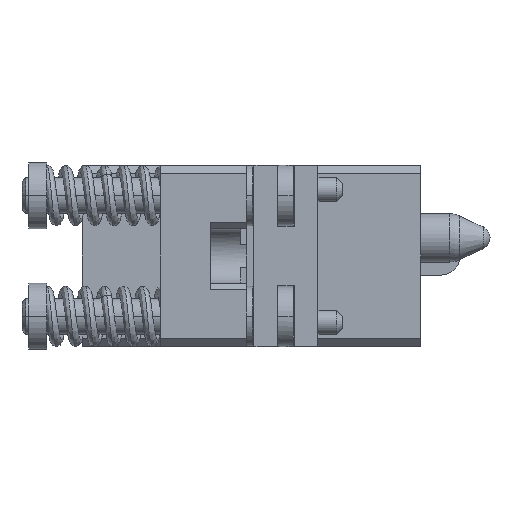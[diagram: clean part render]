
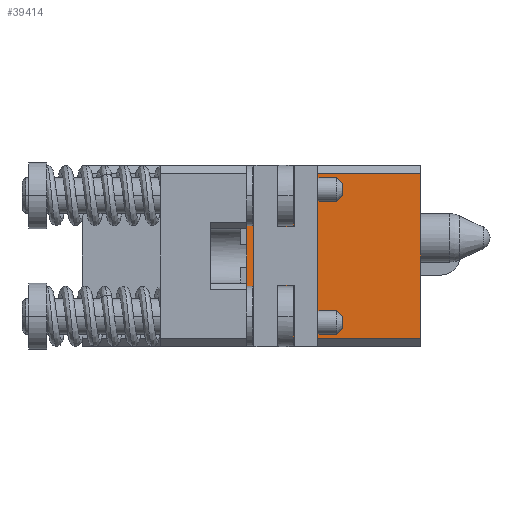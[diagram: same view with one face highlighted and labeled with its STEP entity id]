
A CAD part, left-side view. The second image highlights one B-rep face of the part: STEP entity #39414.
In plain terms, the highlighted planar face has unit normal (-1, 0, 0).
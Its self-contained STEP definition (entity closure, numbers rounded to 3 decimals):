
#135=DIRECTION('',(0.,0.,1.));
#136=VECTOR('',#135,13.63);
#137=CARTESIAN_POINT('',(-22.249,-14.014,-6.815));
#138=LINE('',#137,#136);
#11203=DIRECTION('',(0.,1.,0.));
#11204=VECTOR('',#11203,14.4);
#11205=CARTESIAN_POINT('',(-22.249,-14.014,6.815));
#11206=LINE('',#11205,#11204);
#11211=DIRECTION('',(0.,0.,1.));
#11212=VECTOR('',#11211,13.63);
#11213=CARTESIAN_POINT('',(-22.249,0.386,-6.815));
#11214=LINE('',#11213,#11212);
#11215=DIRECTION('',(0.,1.,0.));
#11216=VECTOR('',#11215,14.4);
#11217=CARTESIAN_POINT('',(-22.249,-14.014,-6.815));
#11218=LINE('',#11217,#11216);
#21983=CARTESIAN_POINT('',(-22.249,-14.014,-6.815));
#21984=CARTESIAN_POINT('',(-22.249,0.386,-6.815));
#21985=VERTEX_POINT('',#21983);
#21986=VERTEX_POINT('',#21984);
#22003=CARTESIAN_POINT('',(-22.249,-14.014,6.815));
#22004=CARTESIAN_POINT('',(-22.249,0.386,6.815));
#22005=VERTEX_POINT('',#22003);
#22006=VERTEX_POINT('',#22004);
#39402=CARTESIAN_POINT('',(-22.249,-13.99,-7.505));
#39403=DIRECTION('',(-1.,0.,0.));
#39404=DIRECTION('',(0.,0.,1.));
#39405=AXIS2_PLACEMENT_3D('',#39402,#39403,#39404);
#39406=PLANE('',#39405);
#39407=ORIENTED_EDGE('',*,*,#39309,.T.);
#39408=ORIENTED_EDGE('',*,*,#39396,.F.);
#39409=ORIENTED_EDGE('',*,*,#26330,.F.);
#39411=ORIENTED_EDGE('',*,*,#39410,.T.);
#39412=EDGE_LOOP('',(#39407,#39408,#39409,#39411));
#39413=FACE_OUTER_BOUND('',#39412,.F.);
#39414=ADVANCED_FACE('',(#39413),#39406,.T.);
#26330=EDGE_CURVE('',#21985,#22005,#138,.T.);
#39309=EDGE_CURVE('',#21986,#22006,#11214,.T.);
#39396=EDGE_CURVE('',#22005,#22006,#11206,.T.);
#39410=EDGE_CURVE('',#21985,#21986,#11218,.T.);
